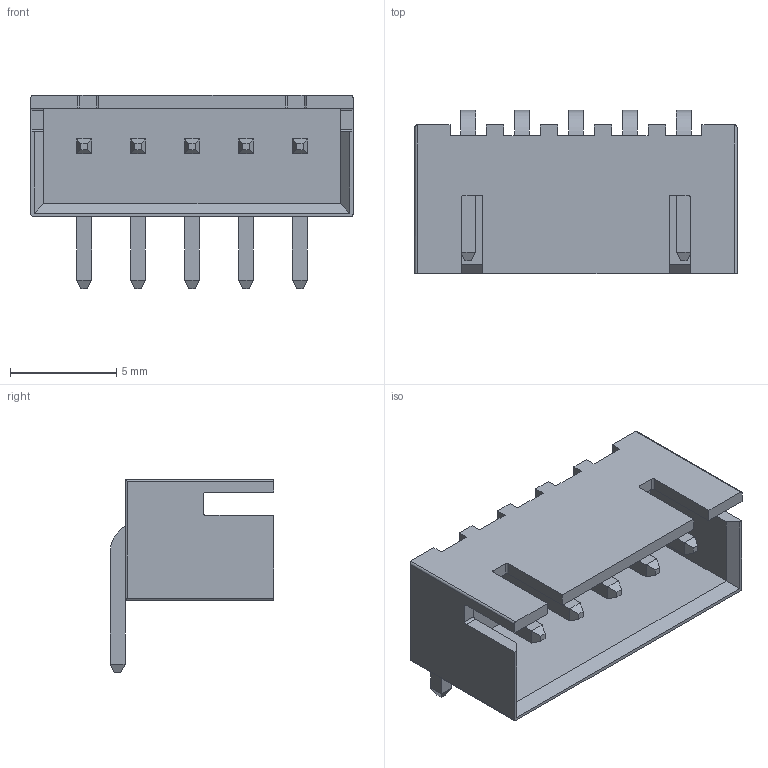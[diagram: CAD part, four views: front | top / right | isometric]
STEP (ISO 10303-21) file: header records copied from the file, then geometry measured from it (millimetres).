
FILE_DESCRIPTION (( 'STEP AP214' ), '1' );
FILE_NAME ('CONN-TH_XH2.50-WI-5P.step', '2022-08-08T03:44:14', ( '' ), ( '' ), 'SwSTEP 2.0', 'SolidWorks 2020', '' );
FILE_SCHEMA (( 'AUTOMOTIVE_DESIGN' ));
Length unit declared in the file: millimetre
Products named in the file (1): CONN-TH_XH2.50-WI-5P
Bounding box: 15.16 x 7.7 x 9.1 mm (x, y, z)
Volume: 252.7 mm3; surface area: 830 mm2
Topology: 1 solids, 1 shells, 385 faces, 1016 edges, 662 vertices
Faces by surface type: plane 263, bspline 98, cylinder 24
Entity records: 16503 total; most frequent: CARTESIAN_POINT 3382, ORIENTED_EDGE 2032, DIRECTION 1428, EDGE_CURVE 1016, VECTOR 772, LINE 772, VERTEX_POINT 662, EDGE_LOOP 414
